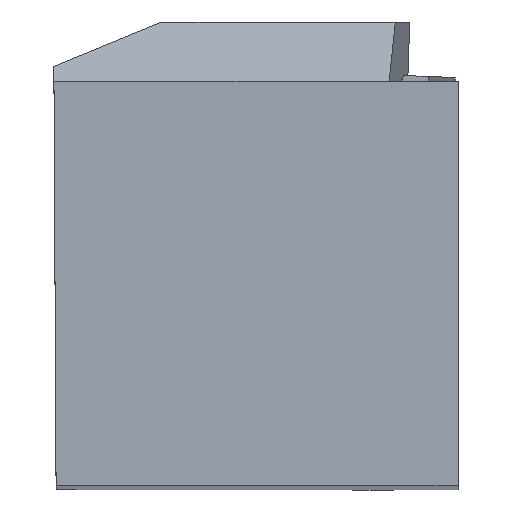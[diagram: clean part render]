
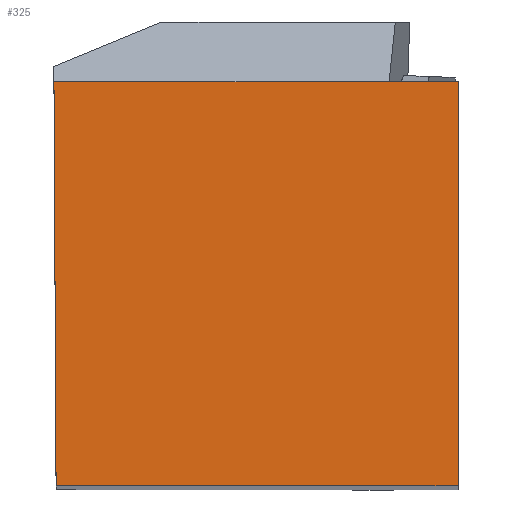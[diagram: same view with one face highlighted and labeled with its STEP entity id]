
A CAD part, top view. The second image highlights one B-rep face of the part: STEP entity #325.
In plain terms, the highlighted planar face has unit normal (0, 0, 1).
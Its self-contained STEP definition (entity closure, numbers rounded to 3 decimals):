
#325=ADVANCED_FACE('BLANK_BOXF006',(#495),#439,.F.);
#439=PLANE('',#2197);
#495=FACE_OUTER_BOUND('',#611,.T.);
#611=EDGE_LOOP('',(#789,#790,#791,#792));
#789=ORIENTED_EDGE('',*,*,#1531,.F.);
#790=ORIENTED_EDGE('',*,*,#1539,.T.);
#791=ORIENTED_EDGE('',*,*,#1520,.F.);
#792=ORIENTED_EDGE('',*,*,#1527,.F.);
#1328=VERTEX_POINT('',#2982);
#1329=VERTEX_POINT('',#2984);
#1334=VERTEX_POINT('',#2996);
#1336=VERTEX_POINT('',#3003);
#1520=EDGE_CURVE('',#1328,#1329,#1815,.T.);
#1527=EDGE_CURVE('',#1334,#1328,#1821,.T.);
#1531=EDGE_CURVE('',#1336,#1334,#1825,.T.);
#1539=EDGE_CURVE('',#1336,#1329,#1832,.T.);
#1815=LINE('',#2983,#1967);
#1821=LINE('',#2997,#1973);
#1825=LINE('',#3004,#1977);
#1832=LINE('',#3019,#1984);
#1967=VECTOR('',#2425,1.);
#1973=VECTOR('',#2435,1.);
#1977=VECTOR('',#2441,1.);
#1984=VECTOR('',#2460,1.);
#2197=AXIS2_PLACEMENT_3D('',#3020,#2461,#2462);
#2425=DIRECTION('',(-0.005,1.,0.));
#2435=DIRECTION('',(-1.,0.,0.));
#2441=DIRECTION('',(0.,-1.,0.));
#2460=DIRECTION('',(-1.,0.,0.));
#2461=DIRECTION('',(0.,0.,-1.));
#2462=DIRECTION('',(-1.,0.,0.));
#2982=CARTESIAN_POINT('',(0.104,0.,0.));
#2983=CARTESIAN_POINT('',(-0.016,22.864,0.));
#2984=CARTESIAN_POINT('',(0.,19.875,0.));
#2996=CARTESIAN_POINT('',(19.875,0.,0.));
#2997=CARTESIAN_POINT('',(40.,0.,0.));
#3003=CARTESIAN_POINT('',(19.875,19.875,0.));
#3004=CARTESIAN_POINT('',(19.875,23.,0.));
#3019=CARTESIAN_POINT('',(40.,19.875,0.));
#3020=CARTESIAN_POINT('',(25.875,23.,0.));
